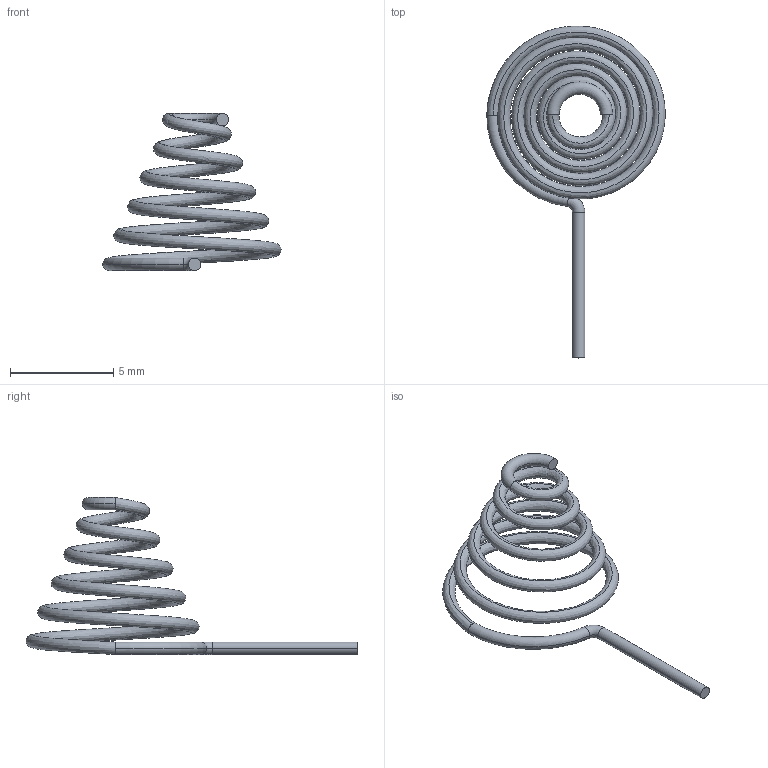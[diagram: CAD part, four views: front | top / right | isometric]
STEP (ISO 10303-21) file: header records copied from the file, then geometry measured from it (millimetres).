
FILE_DESCRIPTION (( 'STEP AP203' ), '1' );
FILE_NAME ('keystone-PN243_2.STEP', '2020-10-28T13:21:13', ( '' ), ( '' ), 'SwSTEP 2.0', 'SolidWorks 2019', '' );
FILE_SCHEMA (( 'CONFIG_CONTROL_DESIGN' ));
Length unit declared in the file: millimetre
Products named in the file (1): keystone-PN243_2
Bounding box: 8.64 x 16.07 x 7.6 mm (x, y, z)
Volume: 28.4 mm3; surface area: 191.3 mm2
Topology: 1 solids, 1 shells, 12 faces, 26 edges, 16 vertices
Faces by surface type: torus 6, cylinder 2, bspline 2, plane 2
Entity records: 2215 total; most frequent: CARTESIAN_POINT 1887, ORIENTED_EDGE 52, DIRECTION 52, EDGE_CURVE 26, AXIS2_PLACEMENT_3D 25, VERTEX_POINT 16, CIRCLE 14, EDGE_LOOP 12
